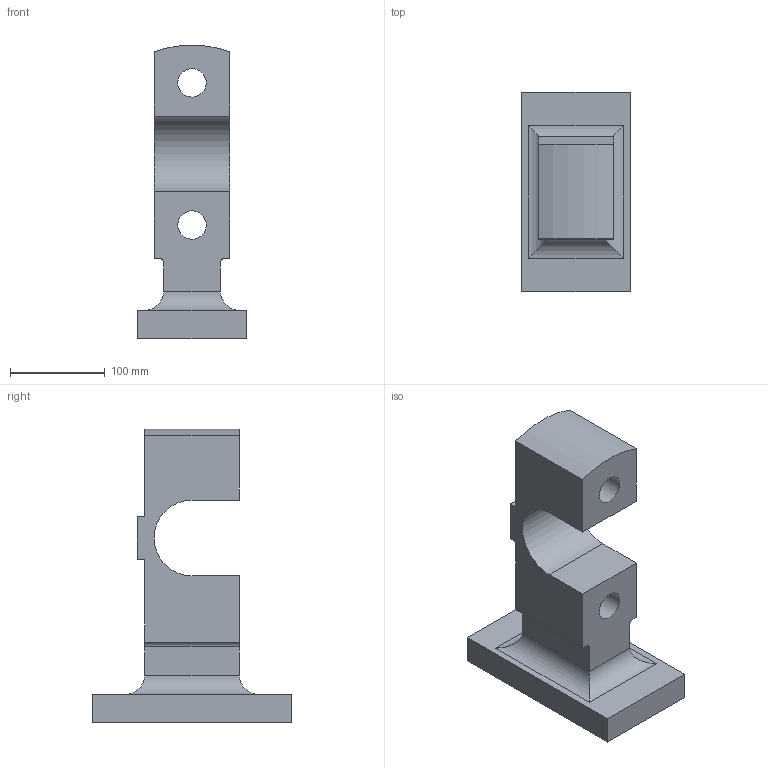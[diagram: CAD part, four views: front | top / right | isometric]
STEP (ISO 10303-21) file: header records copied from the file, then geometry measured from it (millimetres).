
FILE_DESCRIPTION(('CATIA V5 STEP Exchange'),'2;1');
FILE_NAME('body.stp','2013-02-28T21:01:52+00:00',('none'),('none'),'CATIA Version 5 Release 19 SP 2 (IN-10)','CATIA V5 STEP AP203','none');
FILE_SCHEMA(('CONFIG_CONTROL_DESIGN'));
Length unit declared in the file: millimetre
Products named in the file (1): body
Bounding box: 115 x 210 x 309.71 mm (x, y, z)
Volume: 2233573.6 mm3; surface area: 182477.1 mm2
Topology: 1 solids, 1 shells, 33 faces, 86 edges, 56 vertices
Faces by surface type: plane 21, cylinder 12
Entity records: 1073 total; most frequent: CARTESIAN_POINT 239, ORIENTED_EDGE 172, DIRECTION 138, EDGE_CURVE 86, VECTOR 66, LINE 66, VERTEX_POINT 56, AXIS2_PLACEMENT_3D 45
